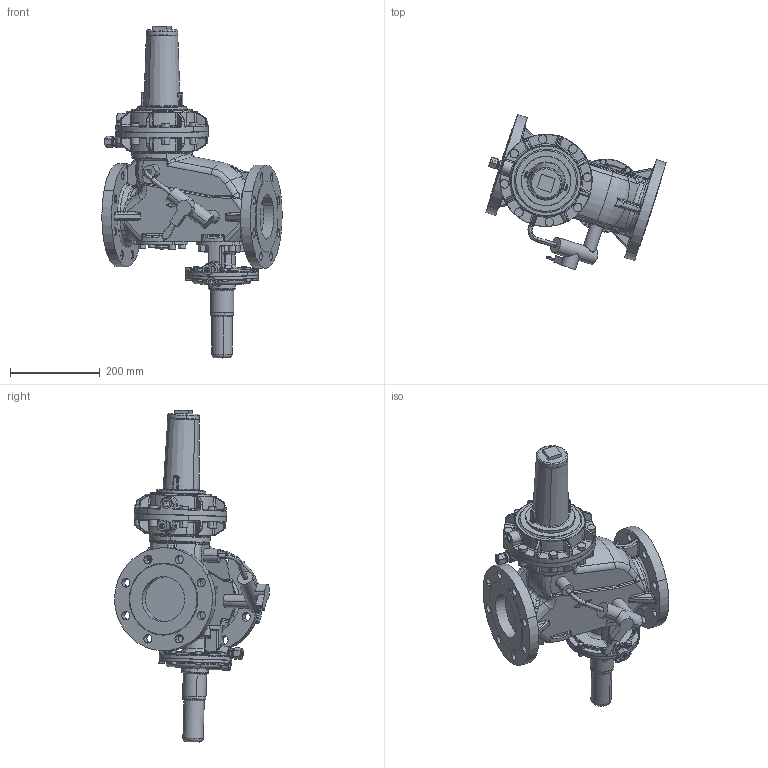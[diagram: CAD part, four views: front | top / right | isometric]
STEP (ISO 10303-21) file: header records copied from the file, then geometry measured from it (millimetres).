
FILE_DESCRIPTION(('CATIA V5 STEP Exchange'),'2;1');
FILE_NAME('RS250 DN100 205 links ANSI.stp','2023-04-28T11:59:50+00:00',('none'),('none'),'CATIA Version 5-6 Release 2018 SP2','CATIA V5 STEP AP203','none');
FILE_SCHEMA(('CONFIG_CONTROL_DESIGN'));
Length unit declared in the file: millimetre
Products named in the file (1): Product4
Assembly tree (2 placements, depth 2):
  Product4
    #57
    #2867
Bounding box: 400.65 x 344.36 x 738.04 mm (x, y, z)
Volume: 12478041.4 mm3; surface area: 737311.7 mm2
Topology: 3 solids, 13 shells, 2054 faces, 4984 edges, 2893 vertices
Faces by surface type: cylinder 740, torus 440, bspline 388, plane 302, cone 94, sphere 83, extrusion 4, revolution 3
Entity records: 84843 total; most frequent: CARTESIAN_POINT 45160, ORIENTED_EDGE 9724, DIRECTION 5233, EDGE_CURVE 4862, AXIS2_PLACEMENT_3D 3102, VERTEX_POINT 2893, EDGE_LOOP 2161, CIRCLE 2145
